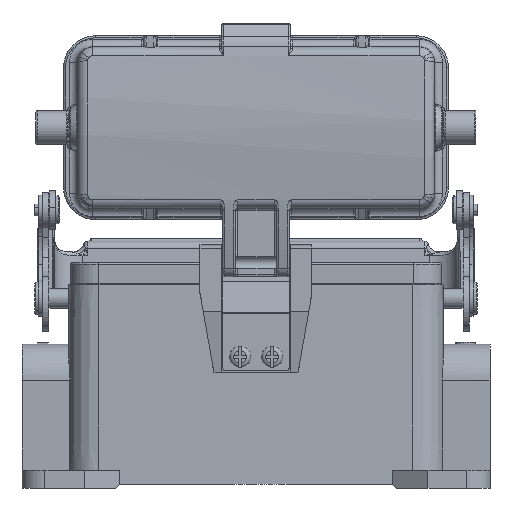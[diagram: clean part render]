
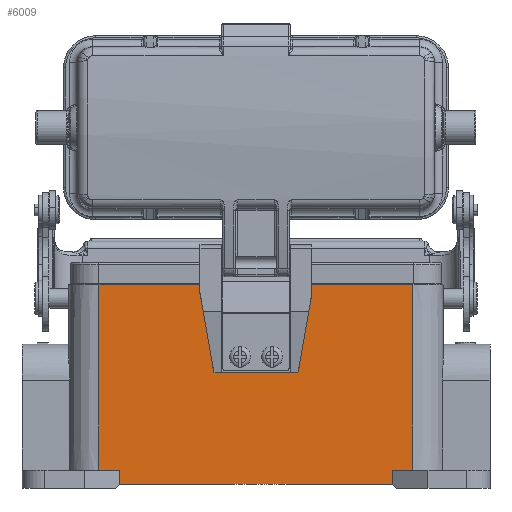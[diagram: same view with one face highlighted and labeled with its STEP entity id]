
A CAD part, front view. The second image highlights one B-rep face of the part: STEP entity #6009.
In plain terms, the highlighted planar face has unit normal (0, -1, 0.009).
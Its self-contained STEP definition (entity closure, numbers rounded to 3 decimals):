
#4138=FACE_BOUND('',#11042,.T.);
#4139=FACE_BOUND('',#11043,.T.);
#4140=FACE_BOUND('',#11044,.T.);
#4141=FACE_BOUND('',#11045,.T.);
#4665=CIRCLE('',#38950,1.5);
#4666=CIRCLE('',#38951,1.5);
#4667=CIRCLE('',#38952,1.5);
#6009=ADVANCED_FACE('',(#4138,#4139,#4140,#4141),#7971,.T.);
#7971=PLANE('',#38953);
#11042=EDGE_LOOP('',(#14915));
#11043=EDGE_LOOP('',(#14916));
#11044=EDGE_LOOP('',(#14917));
#11045=EDGE_LOOP('',(#14918,#14919,#14920,#14921,#14922,#14923,#14924,#14925,
#14926,#14927,#14928,#14929));
#14915=ORIENTED_EDGE('',*,*,#28738,.F.);
#14916=ORIENTED_EDGE('',*,*,#28739,.F.);
#14917=ORIENTED_EDGE('',*,*,#28740,.F.);
#14918=ORIENTED_EDGE('',*,*,#28735,.T.);
#14919=ORIENTED_EDGE('',*,*,#28719,.T.);
#14920=ORIENTED_EDGE('',*,*,#28537,.F.);
#14921=ORIENTED_EDGE('',*,*,#28529,.T.);
#14922=ORIENTED_EDGE('',*,*,#28522,.F.);
#14923=ORIENTED_EDGE('',*,*,#28741,.T.);
#14924=ORIENTED_EDGE('',*,*,#28484,.F.);
#14925=ORIENTED_EDGE('',*,*,#28472,.T.);
#14926=ORIENTED_EDGE('',*,*,#28463,.T.);
#14927=ORIENTED_EDGE('',*,*,#28447,.T.);
#14928=ORIENTED_EDGE('',*,*,#28446,.F.);
#14929=ORIENTED_EDGE('',*,*,#28737,.F.);
#24581=VERTEX_POINT('',#52420);
#24582=VERTEX_POINT('',#52422);
#24583=VERTEX_POINT('',#52426);
#24596=VERTEX_POINT('',#52469);
#24602=VERTEX_POINT('',#52492);
#24612=VERTEX_POINT('',#52527);
#24633=VERTEX_POINT('',#52596);
#24635=VERTEX_POINT('',#52600);
#24640=VERTEX_POINT('',#52616);
#24647=VERTEX_POINT('',#52632);
#24767=VERTEX_POINT('',#53129);
#24776=VERTEX_POINT('',#53161);
#24777=VERTEX_POINT('',#53167);
#24778=VERTEX_POINT('',#53169);
#24779=VERTEX_POINT('',#53171);
#28446=EDGE_CURVE('',#24582,#24581,#33701,.T.);
#28447=EDGE_CURVE('',#24583,#24581,#33702,.T.);
#28463=EDGE_CURVE('',#24596,#24583,#33714,.T.);
#28472=EDGE_CURVE('',#24602,#24596,#33719,.T.);
#28484=EDGE_CURVE('',#24602,#24612,#33726,.T.);
#28522=EDGE_CURVE('',#24635,#24633,#33755,.T.);
#28529=EDGE_CURVE('',#24640,#24633,#33758,.T.);
#28537=EDGE_CURVE('',#24640,#24647,#33765,.T.);
#28719=EDGE_CURVE('',#24767,#24647,#33899,.T.);
#28735=EDGE_CURVE('',#24776,#24767,#33912,.T.);
#28737=EDGE_CURVE('',#24776,#24582,#33914,.T.);
#28738=EDGE_CURVE('',#24777,#24777,#4665,.T.);
#28739=EDGE_CURVE('',#24778,#24778,#4666,.T.);
#28740=EDGE_CURVE('',#24779,#24779,#4667,.T.);
#28741=EDGE_CURVE('',#24635,#24612,#33915,.T.);
#33701=LINE('',#52423,#36156);
#33702=LINE('',#52425,#36157);
#33714=LINE('',#52468,#36169);
#33719=LINE('',#52491,#36174);
#33726=LINE('',#52526,#36181);
#33755=LINE('',#52601,#36210);
#33758=LINE('',#52615,#36213);
#33765=LINE('',#52631,#36220);
#33899=LINE('',#53128,#36354);
#33912=LINE('',#53160,#36367);
#33914=LINE('',#53164,#36369);
#33915=LINE('',#53172,#36370);
#36156=VECTOR('',#43054,1.);
#36157=VECTOR('',#43057,1.);
#36169=VECTOR('',#43081,1.);
#36174=VECTOR('',#43094,1.);
#36181=VECTOR('',#43113,1.);
#36210=VECTOR('',#43186,1.);
#36213=VECTOR('',#43203,1.);
#36220=VECTOR('',#43214,1.);
#36354=VECTOR('',#43498,1.);
#36367=VECTOR('',#43531,1.);
#36369=VECTOR('',#43535,1.);
#36370=VECTOR('',#43544,1.);
#38950=AXIS2_PLACEMENT_3D('',#53166,#43538,#43539);
#38951=AXIS2_PLACEMENT_3D('',#53168,#43540,#43541);
#38952=AXIS2_PLACEMENT_3D('',#53170,#43542,#43543);
#38953=AXIS2_PLACEMENT_3D('',#53173,#43545,#43546);
#43054=DIRECTION('',(1.,0.,0.));
#43057=DIRECTION('',(0.,-0.009,-1.));
#43081=DIRECTION('',(-1.,0.,0.));
#43094=DIRECTION('',(0.,0.009,1.));
#43113=DIRECTION('',(-1.,0.,0.));
#43186=DIRECTION('',(-1.,0.,0.));
#43203=DIRECTION('',(0.,-0.009,-1.));
#43214=DIRECTION('',(-1.,0.,0.));
#43498=DIRECTION('',(0.,-0.009,-1.));
#43531=DIRECTION('',(-1.,0.,0.));
#43535=DIRECTION('',(0.,-0.009,-1.));
#43538=DIRECTION('',(0.,-1.,0.009));
#43539=DIRECTION('',(1.,0.,0.));
#43540=DIRECTION('',(0.,-1.,0.009));
#43541=DIRECTION('',(1.,0.,0.));
#43542=DIRECTION('',(0.,-1.,0.009));
#43543=DIRECTION('',(1.,0.,0.));
#43544=DIRECTION('',(0.,0.009,1.));
#43545=DIRECTION('',(0.,-1.,0.009));
#43546=DIRECTION('',(-1.,0.,0.));
#52420=CARTESIAN_POINT('',(1.6,-21.526,21.5));
#52422=CARTESIAN_POINT('',(-1.6,-21.526,21.5));
#52423=CARTESIAN_POINT('',(-1.6,-21.526,21.5));
#52425=CARTESIAN_POINT('',(1.6,-21.5,24.5));
#52426=CARTESIAN_POINT('',(1.6,-21.5,24.5));
#52468=CARTESIAN_POINT('',(39.25,-21.5,24.5));
#52469=CARTESIAN_POINT('',(39.25,-21.5,24.5));
#52491=CARTESIAN_POINT('',(39.25,-21.906,-22.));
#52492=CARTESIAN_POINT('',(39.25,-21.906,-22.));
#52526=CARTESIAN_POINT('',(39.25,-21.906,-22.));
#52527=CARTESIAN_POINT('',(34.,-21.906,-22.));
#52596=CARTESIAN_POINT('',(-34.,-21.936,-25.5));
#52600=CARTESIAN_POINT('',(34.,-21.936,-25.5));
#52601=CARTESIAN_POINT('',(34.,-21.936,-25.5));
#52615=CARTESIAN_POINT('',(-34.,-21.906,-22.));
#52616=CARTESIAN_POINT('',(-34.,-21.906,-22.));
#52631=CARTESIAN_POINT('',(-34.,-21.906,-22.));
#52632=CARTESIAN_POINT('',(-39.25,-21.906,-22.));
#53128=CARTESIAN_POINT('',(-39.25,-21.5,24.5));
#53129=CARTESIAN_POINT('',(-39.25,-21.5,24.5));
#53160=CARTESIAN_POINT('',(-1.6,-21.5,24.5));
#53161=CARTESIAN_POINT('',(-1.6,-21.5,24.5));
#53164=CARTESIAN_POINT('',(-1.6,-21.5,24.5));
#53166=CARTESIAN_POINT('',(4.,-21.66,6.212));
#53167=CARTESIAN_POINT('',(5.5,-21.66,6.212));
#53168=CARTESIAN_POINT('',(0.,-21.542,19.712));
#53169=CARTESIAN_POINT('',(1.5,-21.542,19.712));
#53170=CARTESIAN_POINT('',(-4.,-21.66,6.212));
#53171=CARTESIAN_POINT('',(-2.5,-21.66,6.212));
#53172=CARTESIAN_POINT('',(34.,-21.936,-25.5));
#53173=CARTESIAN_POINT('',(-41.628,-21.5,24.5));
